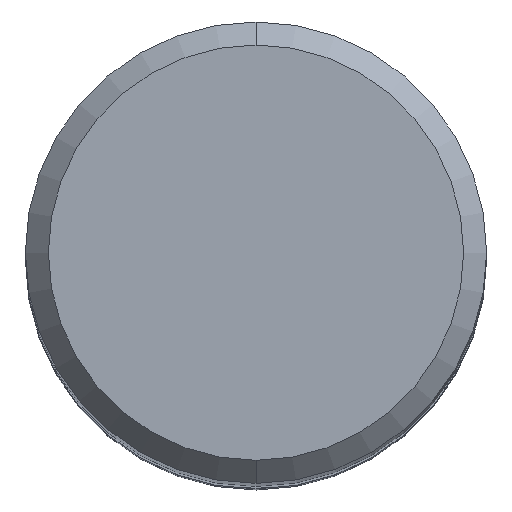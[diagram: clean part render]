
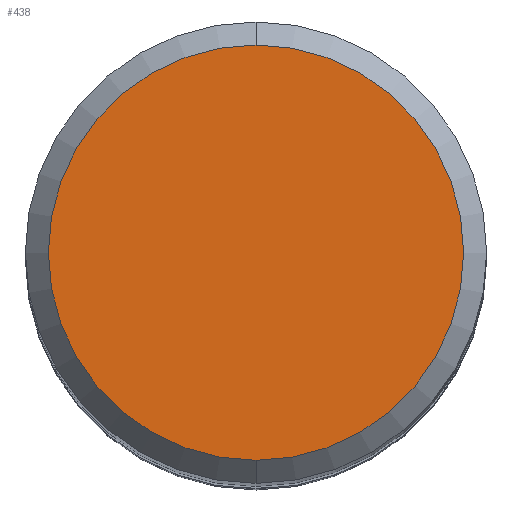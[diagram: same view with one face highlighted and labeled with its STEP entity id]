
A CAD part, top view. The second image highlights one B-rep face of the part: STEP entity #438.
In plain terms, the highlighted planar face has unit normal (0, 0, 1).
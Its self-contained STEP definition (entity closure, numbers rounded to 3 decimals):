
#218=EDGE_CURVE('',#510,#540,#585,.T.);
#438=ADVANCED_FACE('',(#825),#826,.T.);
#472=EDGE_CURVE('',#540,#510,#867,.T.);
#510=VERTEX_POINT('',#909);
#540=VERTEX_POINT('',#945);
#585=CIRCLE('',#1016,5.4);
#825=FACE_OUTER_BOUND('',#1520,.T.);
#826=PLANE('',#1521);
#867=CIRCLE('',#1578,5.4);
#909=CARTESIAN_POINT('',(0.,-5.4,0.0));
#945=CARTESIAN_POINT('',(0.0,5.4,0.0));
#1016=AXIS2_PLACEMENT_3D('',#1762,#1763,#1764);
#1520=EDGE_LOOP('',(#2009,#2010));
#1521=AXIS2_PLACEMENT_3D('',#2011,#2012,#2013);
#1578=AXIS2_PLACEMENT_3D('',#2079,#2080,#2081);
#1762=CARTESIAN_POINT('',(0.0,0.0,0.0));
#1763=DIRECTION('',(0.0,0.0,-1.0));
#1764=DIRECTION('',(0.0,1.0,0.0));
#2009=ORIENTED_EDGE('',*,*,#472,.F.);
#2010=ORIENTED_EDGE('',*,*,#218,.F.);
#2011=CARTESIAN_POINT('',(0.0,2.7,0.0));
#2012=DIRECTION('',(-0.0,0.0,1.0));
#2013=DIRECTION('',(0.0,-1.0,0.0));
#2079=CARTESIAN_POINT('',(0.0,0.0,0.0));
#2080=DIRECTION('',(0.0,0.0,-1.0));
#2081=DIRECTION('',(0.0,1.0,0.0));
